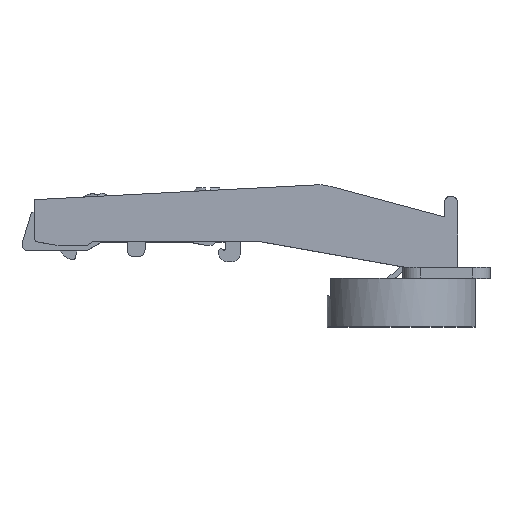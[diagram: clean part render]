
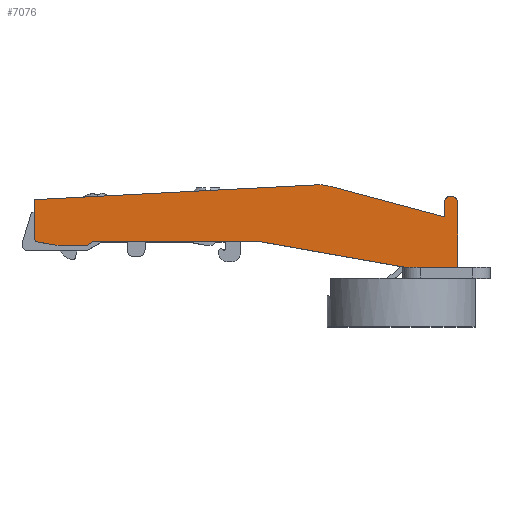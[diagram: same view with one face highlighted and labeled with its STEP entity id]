
A CAD part, top view. The second image highlights one B-rep face of the part: STEP entity #7076.
In plain terms, the highlighted planar face has unit normal (0, 0.004, 1).
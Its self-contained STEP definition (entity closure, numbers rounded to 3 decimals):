
#976=DIRECTION('',(1.,0.,0.));
#977=VECTOR('',#976,8.4);
#978=CARTESIAN_POINT('',(27.05,-1.286,7.986));
#979=LINE('',#978,#977);
#983=DIRECTION('',(0.,1.,-0.003));
#984=VECTOR('',#983,1.104);
#985=CARTESIAN_POINT('',(27.05,-2.39,7.99));
#986=LINE('',#985,#984);
#990=CARTESIAN_POINT('',(25.397,-0.421,7.983));
#991=CARTESIAN_POINT('',(25.673,-0.469,7.983));
#992=CARTESIAN_POINT('',(26.117,-0.656,7.984));
#993=CARTESIAN_POINT('',(26.608,-1.083,7.985));
#994=CARTESIAN_POINT('',(26.943,-1.641,7.987));
#995=CARTESIAN_POINT('',(27.05,-2.111,7.989));
#996=CARTESIAN_POINT('',(27.05,-2.39,7.99));
#1001=DIRECTION('',(0.985,-0.174,0.001));
#1002=VECTOR('',#1001,36.4);
#1003=CARTESIAN_POINT('',(-10.45,5.9,7.961));
#1004=LINE('',#1003,#1002);
#1008=DIRECTION('',(0.866,0.5,-0.002));
#1009=VECTOR('',#1008,2.);
#1010=CARTESIAN_POINT('',(-50.082,4.9,7.964));
#1011=LINE('',#1010,#1009);
#1015=DIRECTION('',(1.,0.,0.));
#1016=VECTOR('',#1015,6.268);
#1017=CARTESIAN_POINT('',(-56.35,4.9,7.964));
#1018=LINE('',#1017,#1016);
#1022=DIRECTION('',(0.985,-0.174,0.001));
#1023=VECTOR('',#1022,4.949);
#1024=CARTESIAN_POINT('',(-61.224,5.759,7.961));
#1025=LINE('',#1024,#1023);
#1029=CARTESIAN_POINT('',(-62.05,6.744,7.958));
#1030=CARTESIAN_POINT('',(-62.05,6.464,7.959));
#1031=CARTESIAN_POINT('',(-61.858,6.067,7.96));
#1032=CARTESIAN_POINT('',(-61.499,5.808,7.961));
#1033=CARTESIAN_POINT('',(-61.224,5.759,7.961));
#1038=DIRECTION('',(-0.999,-0.052,0.));
#1039=VECTOR('',#1038,65.108);
#1040=CARTESIAN_POINT('',(2.968,18.907,7.915));
#1041=LINE('',#1040,#1039);
#1045=CARTESIAN_POINT('',(6.08,18.58,7.917));
#1046=CARTESIAN_POINT('',(5.06,18.854,7.916));
#1047=CARTESIAN_POINT('',(4.023,18.963,7.915));
#1048=CARTESIAN_POINT('',(2.968,18.907,7.915));
#1053=DIRECTION('',(-0.966,0.259,-0.001));
#1054=VECTOR('',#1053,27.3);
#1055=CARTESIAN_POINT('',(32.45,11.515,7.941));
#1056=LINE('',#1055,#1054);
#1060=DIRECTION('',(0.,-1.,0.003));
#1061=VECTOR('',#1060,3.311);
#1062=CARTESIAN_POINT('',(32.45,14.826,7.93));
#1063=LINE('',#1062,#1061);
#1067=CARTESIAN_POINT('',(35.45,14.826,7.93));
#1068=CARTESIAN_POINT('',(35.45,14.99,7.929));
#1069=CARTESIAN_POINT('',(35.399,15.299,7.928));
#1070=CARTESIAN_POINT('',(35.18,15.728,7.927));
#1071=CARTESIAN_POINT('',(34.847,16.058,7.925));
#1072=CARTESIAN_POINT('',(34.427,16.274,7.925));
#1073=CARTESIAN_POINT('',(33.956,16.351,7.924));
#1074=CARTESIAN_POINT('',(33.485,16.278,7.925));
#1075=CARTESIAN_POINT('',(33.063,16.065,7.925));
#1076=CARTESIAN_POINT('',(32.724,15.734,7.927));
#1077=CARTESIAN_POINT('',(32.501,15.301,7.928));
#1078=CARTESIAN_POINT('',(32.45,14.99,7.929));
#1079=CARTESIAN_POINT('',(32.45,14.826,7.93));
#1098=DIRECTION('',(0.,-1.,0.003));
#1099=VECTOR('',#1098,16.112);
#1100=CARTESIAN_POINT('',(35.45,14.826,7.93));
#1101=LINE('',#1100,#1099);
#3684=DIRECTION('',(0.,1.,-0.003));
#3685=VECTOR('',#3684,8.756);
#3686=CARTESIAN_POINT('',(-62.05,6.744,7.958));
#3687=LINE('',#3686,#3685);
#3733=DIRECTION('',(-1.,0.,0.));
#3734=VECTOR('',#3733,37.9);
#3735=CARTESIAN_POINT('',(-10.45,5.9,7.961));
#3736=LINE('',#3735,#3734);
#5810=CARTESIAN_POINT('',(2.968,18.907,7.915));
#5811=CARTESIAN_POINT('',(-62.05,15.5,7.927));
#5812=VERTEX_POINT('',#5810);
#5813=VERTEX_POINT('',#5811);
#5814=CARTESIAN_POINT('',(-62.05,6.744,7.958));
#5816=VERTEX_POINT('',#5814);
#5840=VERTEX_POINT('',#1045);
#5853=VERTEX_POINT('',#1033);
#5865=CARTESIAN_POINT('',(32.45,11.515,7.941));
#5866=VERTEX_POINT('',#5865);
#5867=CARTESIAN_POINT('',(35.45,14.826,7.93));
#5868=CARTESIAN_POINT('',(35.45,-1.286,7.986));
#5869=VERTEX_POINT('',#5867);
#5870=VERTEX_POINT('',#5868);
#5876=CARTESIAN_POINT('',(-50.082,4.9,7.964));
#5877=VERTEX_POINT('',#5876);
#5882=CARTESIAN_POINT('',(-48.35,5.9,7.961));
#5883=VERTEX_POINT('',#5882);
#5896=CARTESIAN_POINT('',(-56.35,4.9,7.964));
#5897=VERTEX_POINT('',#5896);
#5898=CARTESIAN_POINT('',(32.45,14.826,7.93));
#5899=VERTEX_POINT('',#5898);
#5900=CARTESIAN_POINT('',(27.05,-1.286,7.986));
#5901=VERTEX_POINT('',#5900);
#5929=CARTESIAN_POINT('',(27.05,-2.39,7.99));
#5930=VERTEX_POINT('',#5929);
#5947=CARTESIAN_POINT('',(-10.45,5.9,7.961));
#5948=VERTEX_POINT('',#5947);
#5966=VERTEX_POINT('',#990);
#7038=CARTESIAN_POINT('',(35.453,-5.3,8.));
#7039=DIRECTION('',(0.,-0.003,-1.));
#7040=DIRECTION('',(1.,0.,0.));
#7041=AXIS2_PLACEMENT_3D('',#7038,#7039,#7040);
#7042=PLANE('',#7041);
#7044=ORIENTED_EDGE('',*,*,#7043,.T.);
#7046=ORIENTED_EDGE('',*,*,#7045,.F.);
#7048=ORIENTED_EDGE('',*,*,#7047,.F.);
#7050=ORIENTED_EDGE('',*,*,#7049,.F.);
#7052=ORIENTED_EDGE('',*,*,#7051,.F.);
#7054=ORIENTED_EDGE('',*,*,#7053,.T.);
#7056=ORIENTED_EDGE('',*,*,#7055,.F.);
#7058=ORIENTED_EDGE('',*,*,#7057,.F.);
#7060=ORIENTED_EDGE('',*,*,#7059,.F.);
#7062=ORIENTED_EDGE('',*,*,#7061,.F.);
#7064=ORIENTED_EDGE('',*,*,#7063,.T.);
#7065=ORIENTED_EDGE('',*,*,#6993,.F.);
#7067=ORIENTED_EDGE('',*,*,#7066,.F.);
#7069=ORIENTED_EDGE('',*,*,#7068,.F.);
#7071=ORIENTED_EDGE('',*,*,#7070,.F.);
#7073=ORIENTED_EDGE('',*,*,#7072,.F.);
#7074=EDGE_LOOP('',(#7044,#7046,#7048,#7050,#7052,#7054,#7056,#7058,#7060,#7062,
#7064,#7065,#7067,#7069,#7071,#7073));
#7075=FACE_OUTER_BOUND('',#7074,.F.);
#997=B_SPLINE_CURVE_WITH_KNOTS('',3,(#990,#991,#992,#993,#994,#995,#996),
.UNSPECIFIED.,.F.,.F.,(4,1,1,1,4),(0.,0.25,0.5,0.75,1.),
.UNSPECIFIED.);
#1034=B_SPLINE_CURVE_WITH_KNOTS('',3,(#1029,#1030,#1031,#1032,#1033),
.UNSPECIFIED.,.F.,.F.,(4,1,4),(0.,0.5,1.),.UNSPECIFIED.);
#1049=B_SPLINE_CURVE_WITH_KNOTS('',3,(#1045,#1046,#1047,#1048),.UNSPECIFIED.,
.F.,.F.,(4,4),(0.,1.),.UNSPECIFIED.);
#1080=B_SPLINE_CURVE_WITH_KNOTS('',3,(#1067,#1068,#1069,#1070,#1071,#1072,#1073,
#1074,#1075,#1076,#1077,#1078,#1079),.UNSPECIFIED.,.F.,.F.,(4,1,1,1,1,1,1,1,1,1,
4),(0.,0.1,0.2,0.3,0.4,0.5,0.6,0.7,0.8,0.9,1.),
.UNSPECIFIED.);
#6993=EDGE_CURVE('',#5812,#5813,#1041,.T.);
#7043=EDGE_CURVE('',#5869,#5870,#1101,.T.);
#7045=EDGE_CURVE('',#5901,#5870,#979,.T.);
#7047=EDGE_CURVE('',#5930,#5901,#986,.T.);
#7049=EDGE_CURVE('',#5966,#5930,#997,.T.);
#7051=EDGE_CURVE('',#5948,#5966,#1004,.T.);
#7053=EDGE_CURVE('',#5948,#5883,#3736,.T.);
#7055=EDGE_CURVE('',#5877,#5883,#1011,.T.);
#7057=EDGE_CURVE('',#5897,#5877,#1018,.T.);
#7059=EDGE_CURVE('',#5853,#5897,#1025,.T.);
#7061=EDGE_CURVE('',#5816,#5853,#1034,.T.);
#7063=EDGE_CURVE('',#5816,#5813,#3687,.T.);
#7066=EDGE_CURVE('',#5840,#5812,#1049,.T.);
#7068=EDGE_CURVE('',#5866,#5840,#1056,.T.);
#7070=EDGE_CURVE('',#5899,#5866,#1063,.T.);
#7072=EDGE_CURVE('',#5869,#5899,#1080,.T.);
#7076=ADVANCED_FACE('',(#7075),#7042,.F.);
